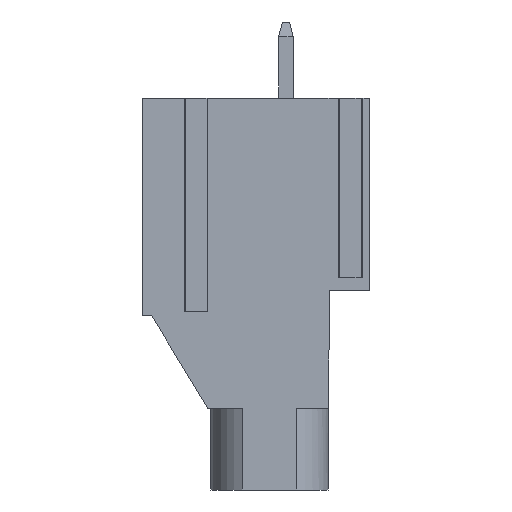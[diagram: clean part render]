
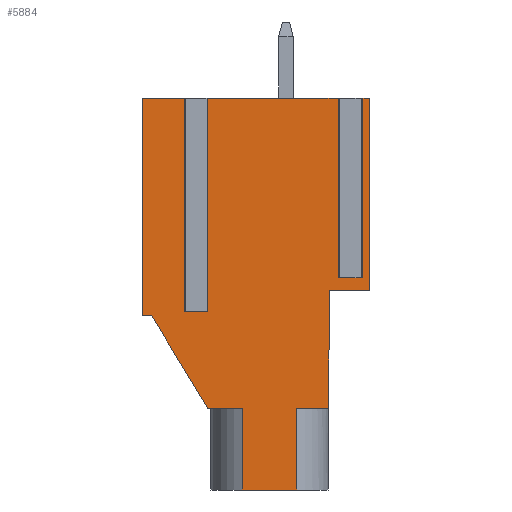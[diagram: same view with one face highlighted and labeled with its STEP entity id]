
A CAD part, left-side view. The second image highlights one B-rep face of the part: STEP entity #5884.
In plain terms, the highlighted planar face has unit normal (-1, 0, 0).
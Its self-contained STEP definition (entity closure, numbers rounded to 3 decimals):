
#1=DIRECTION('',(0.,0.008,-1.));
#2=VECTOR('',#1,6.5);
#3=CARTESIAN_POINT('',(-6.35,-2.8,-10.6));
#4=LINE('',#3,#2);
#5=DIRECTION('',(0.,0.519,0.855));
#6=VECTOR('',#5,5.968);
#7=CARTESIAN_POINT('',(-6.35,3.9,-17.1));
#8=LINE('',#7,#6);
#9=DIRECTION('',(0.,1.,0.));
#10=VECTOR('',#9,0.8);
#11=CARTESIAN_POINT('',(-6.35,-4.35,-9.9));
#12=LINE('',#11,#10);
#31=DIRECTION('',(0.,0.,-1.));
#32=VECTOR('',#31,9.9);
#33=CARTESIAN_POINT('',(-6.35,-3.55,0.));
#34=LINE('',#33,#32);
#35=DIRECTION('',(0.,-1.,0.));
#36=VECTOR('',#35,0.65);
#37=CARTESIAN_POINT('',(-6.35,-4.35,0.));
#38=LINE('',#37,#36);
#57=DIRECTION('',(0.,-1.,0.));
#58=VECTOR('',#57,7.7);
#59=CARTESIAN_POINT('',(-6.35,4.15,0.));
#60=LINE('',#59,#58);
#79=DIRECTION('',(0.,-1.,0.));
#80=VECTOR('',#79,2.55);
#81=CARTESIAN_POINT('',(-6.35,7.5,0.));
#82=LINE('',#81,#80);
#83=DIRECTION('',(0.,0.,1.));
#84=VECTOR('',#83,9.9);
#85=CARTESIAN_POINT('',(-6.35,-4.35,-9.9));
#86=LINE('',#85,#84);
#111=DIRECTION('',(0.,0.,1.));
#112=VECTOR('',#111,11.75);
#113=CARTESIAN_POINT('',(-6.35,4.15,-11.75));
#114=LINE('',#113,#112);
#115=DIRECTION('',(0.,1.,0.));
#116=VECTOR('',#115,0.8);
#117=CARTESIAN_POINT('',(-6.35,4.15,-11.75));
#118=LINE('',#117,#116);
#137=DIRECTION('',(0.,0.,-1.));
#138=VECTOR('',#137,11.75);
#139=CARTESIAN_POINT('',(-6.35,4.95,0.));
#140=LINE('',#139,#138);
#173=DIRECTION('',(0.,0.,1.));
#174=VECTOR('',#173,12.);
#175=CARTESIAN_POINT('',(-6.35,7.5,-12.));
#176=LINE('',#175,#174);
#494=DIRECTION('',(0.,1.,0.));
#495=VECTOR('',#494,0.5);
#496=CARTESIAN_POINT('',(-6.35,7.,-12.));
#497=LINE('',#496,#495);
#514=DIRECTION('',(0.,1.,0.));
#515=VECTOR('',#514,1.9);
#516=CARTESIAN_POINT('',(-6.35,2.,-17.1));
#517=LINE('',#516,#515);
#536=DIRECTION('',(0.,0.,-1.));
#537=VECTOR('',#536,4.5);
#538=CARTESIAN_POINT('',(-6.35,2.,-17.1));
#539=LINE('',#538,#537);
#588=DIRECTION('',(0.,1.,0.));
#589=VECTOR('',#588,3.);
#590=CARTESIAN_POINT('',(-6.35,-1.,-21.6));
#591=LINE('',#590,#589);
#612=DIRECTION('',(0.,0.,1.));
#613=VECTOR('',#612,4.5);
#614=CARTESIAN_POINT('',(-6.35,-1.,-21.6));
#615=LINE('',#614,#613);
#633=DIRECTION('',(0.,1.,0.));
#634=VECTOR('',#633,1.75);
#635=CARTESIAN_POINT('',(-6.35,-2.75,-17.1));
#636=LINE('',#635,#634);
#681=DIRECTION('',(0.,1.,0.));
#682=VECTOR('',#681,2.2);
#683=CARTESIAN_POINT('',(-6.35,-5.,-10.6));
#684=LINE('',#683,#682);
#777=DIRECTION('',(0.,0.,-1.));
#778=VECTOR('',#777,10.6);
#779=CARTESIAN_POINT('',(-6.35,-5.,0.));
#780=LINE('',#779,#778);
#4785=CARTESIAN_POINT('',(-6.35,-4.35,-9.9));
#4786=CARTESIAN_POINT('',(-6.35,-3.55,-9.9));
#4787=VERTEX_POINT('',#4785);
#4788=VERTEX_POINT('',#4786);
#4789=CARTESIAN_POINT('',(-6.35,-3.55,0.));
#4790=VERTEX_POINT('',#4789);
#4791=CARTESIAN_POINT('',(-6.35,4.15,0.));
#4792=VERTEX_POINT('',#4791);
#4793=CARTESIAN_POINT('',(-6.35,4.15,-11.75));
#4794=VERTEX_POINT('',#4793);
#4795=CARTESIAN_POINT('',(-6.35,4.95,-11.75));
#4796=VERTEX_POINT('',#4795);
#4797=CARTESIAN_POINT('',(-6.35,4.95,0.));
#4798=VERTEX_POINT('',#4797);
#4799=CARTESIAN_POINT('',(-6.35,7.5,0.));
#4800=VERTEX_POINT('',#4799);
#4801=CARTESIAN_POINT('',(-6.35,7.5,-12.));
#4802=VERTEX_POINT('',#4801);
#4803=CARTESIAN_POINT('',(-6.35,7.,-12.));
#4804=VERTEX_POINT('',#4803);
#4805=CARTESIAN_POINT('',(-6.35,3.9,-17.1));
#4806=VERTEX_POINT('',#4805);
#4807=CARTESIAN_POINT('',(-6.35,2.,-17.1));
#4808=VERTEX_POINT('',#4807);
#4809=CARTESIAN_POINT('',(-6.35,2.,-21.6));
#4810=VERTEX_POINT('',#4809);
#4811=CARTESIAN_POINT('',(-6.35,-1.,-21.6));
#4812=VERTEX_POINT('',#4811);
#4813=CARTESIAN_POINT('',(-6.35,-1.,-17.1));
#4814=VERTEX_POINT('',#4813);
#4815=CARTESIAN_POINT('',(-6.35,-2.75,-17.1));
#4816=VERTEX_POINT('',#4815);
#4817=CARTESIAN_POINT('',(-6.35,-2.8,-10.6));
#4818=VERTEX_POINT('',#4817);
#4819=CARTESIAN_POINT('',(-6.35,-5.,-10.6));
#4820=VERTEX_POINT('',#4819);
#4821=CARTESIAN_POINT('',(-6.35,-5.,0.));
#4822=VERTEX_POINT('',#4821);
#4823=CARTESIAN_POINT('',(-6.35,-4.35,0.));
#4824=VERTEX_POINT('',#4823);
#5837=CARTESIAN_POINT('',(-6.35,1.25,-10.8));
#5838=DIRECTION('',(1.,0.,0.));
#5839=DIRECTION('',(0.,-1.,0.));
#5840=AXIS2_PLACEMENT_3D('',#5837,#5838,#5839);
#5841=PLANE('',#5840);
#5843=ORIENTED_EDGE('',*,*,#5842,.F.);
#5845=ORIENTED_EDGE('',*,*,#5844,.T.);
#5847=ORIENTED_EDGE('',*,*,#5846,.T.);
#5849=ORIENTED_EDGE('',*,*,#5848,.T.);
#5851=ORIENTED_EDGE('',*,*,#5850,.T.);
#5853=ORIENTED_EDGE('',*,*,#5852,.T.);
#5855=ORIENTED_EDGE('',*,*,#5854,.T.);
#5857=ORIENTED_EDGE('',*,*,#5856,.F.);
#5859=ORIENTED_EDGE('',*,*,#5858,.T.);
#5861=ORIENTED_EDGE('',*,*,#5860,.F.);
#5863=ORIENTED_EDGE('',*,*,#5862,.T.);
#5865=ORIENTED_EDGE('',*,*,#5864,.T.);
#5867=ORIENTED_EDGE('',*,*,#5866,.T.);
#5869=ORIENTED_EDGE('',*,*,#5868,.T.);
#5871=ORIENTED_EDGE('',*,*,#5870,.T.);
#5873=ORIENTED_EDGE('',*,*,#5872,.T.);
#5875=ORIENTED_EDGE('',*,*,#5874,.F.);
#5877=ORIENTED_EDGE('',*,*,#5876,.T.);
#5879=ORIENTED_EDGE('',*,*,#5878,.T.);
#5881=ORIENTED_EDGE('',*,*,#5880,.T.);
#5882=EDGE_LOOP('',(#5843,#5845,#5847,#5849,#5851,#5853,#5855,#5857,#5859,#5861,
#5863,#5865,#5867,#5869,#5871,#5873,#5875,#5877,#5879,#5881));
#5883=FACE_OUTER_BOUND('',#5882,.F.);
#5842=EDGE_CURVE('',#4787,#4788,#12,.T.);
#5844=EDGE_CURVE('',#4787,#4824,#86,.T.);
#5846=EDGE_CURVE('',#4824,#4822,#38,.T.);
#5848=EDGE_CURVE('',#4822,#4820,#780,.T.);
#5850=EDGE_CURVE('',#4820,#4818,#684,.T.);
#5852=EDGE_CURVE('',#4818,#4816,#4,.T.);
#5854=EDGE_CURVE('',#4816,#4814,#636,.T.);
#5856=EDGE_CURVE('',#4812,#4814,#615,.T.);
#5858=EDGE_CURVE('',#4812,#4810,#591,.T.);
#5860=EDGE_CURVE('',#4808,#4810,#539,.T.);
#5862=EDGE_CURVE('',#4808,#4806,#517,.T.);
#5864=EDGE_CURVE('',#4806,#4804,#8,.T.);
#5866=EDGE_CURVE('',#4804,#4802,#497,.T.);
#5868=EDGE_CURVE('',#4802,#4800,#176,.T.);
#5870=EDGE_CURVE('',#4800,#4798,#82,.T.);
#5872=EDGE_CURVE('',#4798,#4796,#140,.T.);
#5874=EDGE_CURVE('',#4794,#4796,#118,.T.);
#5876=EDGE_CURVE('',#4794,#4792,#114,.T.);
#5878=EDGE_CURVE('',#4792,#4790,#60,.T.);
#5880=EDGE_CURVE('',#4790,#4788,#34,.T.);
#5884=ADVANCED_FACE('',(#5883),#5841,.F.);
